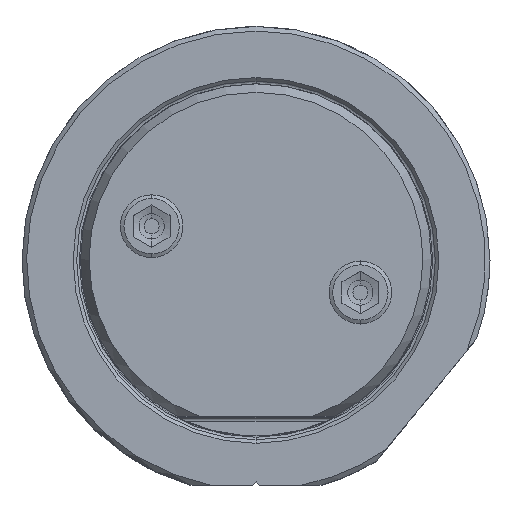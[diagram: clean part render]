
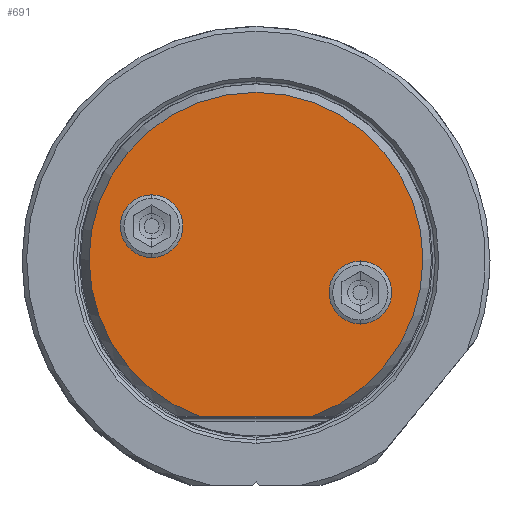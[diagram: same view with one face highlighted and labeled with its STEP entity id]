
A CAD part, top view. The second image highlights one B-rep face of the part: STEP entity #691.
In plain terms, the highlighted planar face has unit normal (0, 0, 1).
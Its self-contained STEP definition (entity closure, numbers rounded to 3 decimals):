
#220=PLANE('',#6235);
#691=ADVANCED_FACE('',(#1019,#1020,#1021),#220,.T.);
#1019=FACE_BOUND('',#1170,.T.);
#1020=FACE_BOUND('',#1171,.T.);
#1021=FACE_BOUND('',#1172,.T.);
#1170=EDGE_LOOP('',(#3177,#3178,#3179));
#1171=EDGE_LOOP('',(#3180,#3181));
#1172=EDGE_LOOP('',(#3182,#3183));
#1492=CIRCLE('',#6225,18.122);
#1493=CIRCLE('',#6226,18.122);
#1494=CIRCLE('',#6231,3.4);
#1495=CIRCLE('',#6232,3.4);
#1496=CIRCLE('',#6233,3.4);
#1497=CIRCLE('',#6234,3.4);
#1870=LINE('',#13572,#2194);
#2194=VECTOR('',#7350,1.);
#3177=ORIENTED_EDGE('',*,*,#5157,.T.);
#3178=ORIENTED_EDGE('',*,*,#5160,.T.);
#3179=ORIENTED_EDGE('',*,*,#5158,.T.);
#3180=ORIENTED_EDGE('',*,*,#5163,.T.);
#3181=ORIENTED_EDGE('',*,*,#5164,.T.);
#3182=ORIENTED_EDGE('',*,*,#5165,.T.);
#3183=ORIENTED_EDGE('',*,*,#5166,.T.);
#4450=VERTEX_POINT('',#13562);
#4451=VERTEX_POINT('',#13564);
#4452=VERTEX_POINT('',#13566);
#4453=VERTEX_POINT('',#13579);
#4454=VERTEX_POINT('',#13580);
#4455=VERTEX_POINT('',#13583);
#4456=VERTEX_POINT('',#13584);
#5157=EDGE_CURVE('',#4451,#4450,#1492,.T.);
#5158=EDGE_CURVE('',#4452,#4451,#1493,.T.);
#5160=EDGE_CURVE('',#4450,#4452,#1870,.T.);
#5163=EDGE_CURVE('',#4453,#4454,#1494,.T.);
#5164=EDGE_CURVE('',#4454,#4453,#1495,.T.);
#5165=EDGE_CURVE('',#4455,#4456,#1496,.T.);
#5166=EDGE_CURVE('',#4456,#4455,#1497,.T.);
#6225=AXIS2_PLACEMENT_3D('',#13563,#7344,#7345);
#6226=AXIS2_PLACEMENT_3D('',#13565,#7346,#7347);
#6231=AXIS2_PLACEMENT_3D('',#13578,#7359,#7360);
#6232=AXIS2_PLACEMENT_3D('',#13581,#7361,#7362);
#6233=AXIS2_PLACEMENT_3D('',#13582,#7363,#7364);
#6234=AXIS2_PLACEMENT_3D('',#13585,#7365,#7366);
#6235=AXIS2_PLACEMENT_3D('',#13586,#7367,#7368);
#7344=DIRECTION('',(0.,0.,1.));
#7345=DIRECTION('',(0.,1.,0.));
#7346=DIRECTION('',(0.,0.,1.));
#7347=DIRECTION('',(0.339,-0.941,0.));
#7350=DIRECTION('',(1.,0.,0.));
#7359=DIRECTION('',(0.,0.,-1.));
#7360=DIRECTION('',(1.,0.,0.));
#7361=DIRECTION('',(0.,0.,-1.));
#7362=DIRECTION('',(-1.,0.,0.));
#7363=DIRECTION('',(0.,0.,-1.));
#7364=DIRECTION('',(1.,0.,0.));
#7365=DIRECTION('',(0.,0.,-1.));
#7366=DIRECTION('',(-1.,0.,0.));
#7367=DIRECTION('',(0.,0.,1.));
#7368=DIRECTION('',(1.,0.,0.));
#13562=CARTESIAN_POINT('',(-6.141,-17.05,69.85));
#13563=CARTESIAN_POINT('',(0.,0.,69.85));
#13564=CARTESIAN_POINT('',(0.,18.122,69.85));
#13565=CARTESIAN_POINT('',(0.,0.,69.85));
#13566=CARTESIAN_POINT('',(6.141,-17.05,69.85));
#13572=CARTESIAN_POINT('',(-6.141,-17.05,69.85));
#13578=CARTESIAN_POINT('',(11.332,-3.597,69.85));
#13579=CARTESIAN_POINT('',(14.732,-3.597,69.85));
#13580=CARTESIAN_POINT('',(7.932,-3.597,69.85));
#13581=CARTESIAN_POINT('',(11.332,-3.597,69.85));
#13582=CARTESIAN_POINT('',(-11.332,3.597,69.85));
#13583=CARTESIAN_POINT('',(-7.932,3.597,69.85));
#13584=CARTESIAN_POINT('',(-14.732,3.597,69.85));
#13585=CARTESIAN_POINT('',(-11.332,3.597,69.85));
#13586=CARTESIAN_POINT('',(0.,0.537,69.85));
